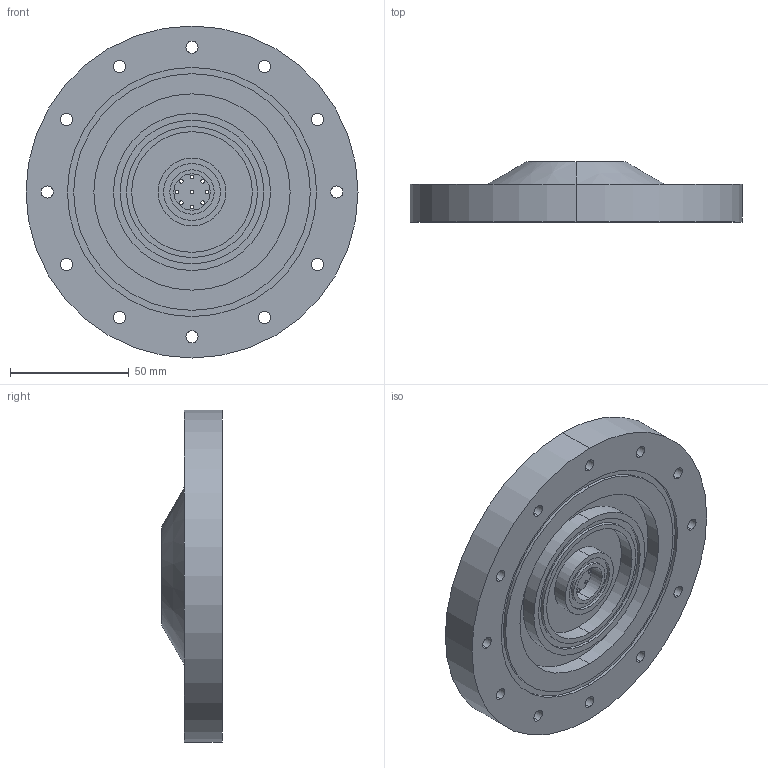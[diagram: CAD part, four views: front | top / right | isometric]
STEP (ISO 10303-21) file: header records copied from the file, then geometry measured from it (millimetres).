
FILE_DESCRIPTION (( 'STEP AP214' ), '1' );
FILE_NAME ('BLT Distribution Plate V4.STEP', '2022-03-09T18:36:09', ( '' ), ( '' ), 'SwSTEP 2.0', 'SolidWorks 2021', '' );
FILE_SCHEMA (( 'AUTOMOTIVE_DESIGN' ));
Length unit declared in the file: inch
Products named in the file (1): BLT Distribution Plate V4
Bounding box: 139.7 x 25.4 x 139.7 mm (x, y, z)
Volume: 235066.7 mm3; surface area: 48968.3 mm2
Topology: 1 solids, 1 shells, 97 faces, 234 edges, 156 vertices
Faces by surface type: cylinder 74, plane 19, cone 4
Entity records: 3048 total; most frequent: DIRECTION 586, CARTESIAN_POINT 488, ORIENTED_EDGE 468, AXIS2_PLACEMENT_3D 254, EDGE_CURVE 234, EDGE_LOOP 156, VERTEX_POINT 156, CIRCLE 156
